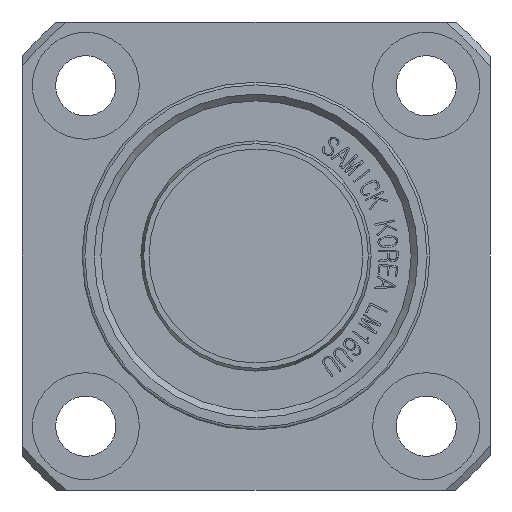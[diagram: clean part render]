
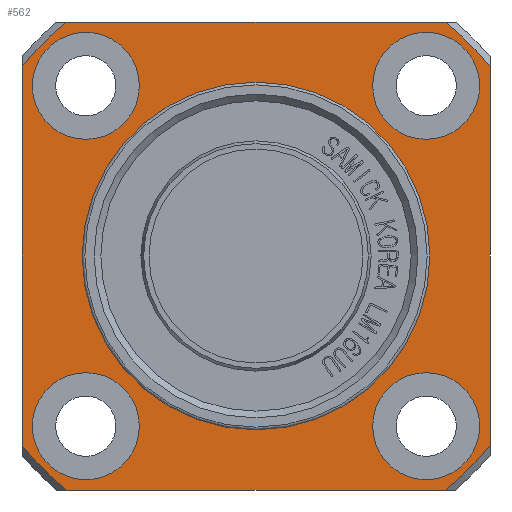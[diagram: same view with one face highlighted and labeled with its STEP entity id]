
A CAD part, front view. The second image highlights one B-rep face of the part: STEP entity #562.
In plain terms, the highlighted planar face has unit normal (0, -1, 0).
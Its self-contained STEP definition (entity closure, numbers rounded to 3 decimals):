
#75=CARTESIAN_POINT('',(17.5,-18.0,-14.142));
#76=VERTEX_POINT('',#75);
#144=CARTESIAN_POINT('',(17.5,-18.0,14.142));
#145=VERTEX_POINT('',#144);
#159=CARTESIAN_POINT('',(17.5,-18.0,-14.142));
#160=DIRECTION('',(0.0,0.0,1.0));
#161=VECTOR('',#160,28.284);
#162=LINE('',#159,#161);
#163=EDGE_CURVE('',#76,#145,#162,.T.);
#175=CARTESIAN_POINT('',(-14.142,-18.0,-17.5));
#176=VERTEX_POINT('',#175);
#244=CARTESIAN_POINT('',(14.142,-18.0,-17.5));
#245=VERTEX_POINT('',#244);
#259=CARTESIAN_POINT('',(-14.142,-18.0,-17.5));
#260=DIRECTION('',(1.0,0.0,0.0));
#261=VECTOR('',#260,28.284);
#262=LINE('',#259,#261);
#263=EDGE_CURVE('',#176,#245,#262,.T.);
#275=CARTESIAN_POINT('',(-17.5,-18.0,14.142));
#276=VERTEX_POINT('',#275);
#344=CARTESIAN_POINT('',(-17.5,-18.0,-14.142));
#345=VERTEX_POINT('',#344);
#359=CARTESIAN_POINT('',(-17.5,-18.0,14.142));
#360=DIRECTION('',(0.0,0.0,-1.0));
#361=VECTOR('',#360,28.284);
#362=LINE('',#359,#361);
#363=EDGE_CURVE('',#276,#345,#362,.T.);
#375=CARTESIAN_POINT('',(14.142,-18.0,17.5));
#376=VERTEX_POINT('',#375);
#444=CARTESIAN_POINT('',(-14.142,-18.0,17.5));
#445=VERTEX_POINT('',#444);
#459=CARTESIAN_POINT('',(14.142,-18.0,17.5));
#460=DIRECTION('',(-1.0,0.0,0.0));
#461=VECTOR('',#460,28.284);
#462=LINE('',#459,#461);
#463=EDGE_CURVE('',#376,#445,#462,.T.);
#468=CARTESIAN_POINT('',(17.75,-18.0,0.0));
#469=DIRECTION('',(0.0,-1.0,0.0));
#470=DIRECTION('',(0.0,0.0,-1.0));
#471=AXIS2_PLACEMENT_3D('',#468,#469,#470);
#472=PLANE('',#471);
#473=ORIENTED_EDGE('',*,*,#163,.T.);
#474=CARTESIAN_POINT('',(0.0,-18.0,0.0));
#475=DIRECTION('',(0.0,-1.0,0.0));
#476=DIRECTION('',(1.0,0.0,0.0));
#477=AXIS2_PLACEMENT_3D('',#474,#475,#476);
#478=CIRCLE('',#477,22.5);
#479=EDGE_CURVE('',#145,#376,#478,.T.);
#480=ORIENTED_EDGE('',*,*,#479,.T.);
#481=ORIENTED_EDGE('',*,*,#463,.T.);
#482=CARTESIAN_POINT('',(0.0,-18.0,0.0));
#483=DIRECTION('',(0.0,-1.0,0.0));
#484=DIRECTION('',(1.0,0.0,0.0));
#485=AXIS2_PLACEMENT_3D('',#482,#483,#484);
#486=CIRCLE('',#485,22.5);
#487=EDGE_CURVE('',#445,#276,#486,.T.);
#488=ORIENTED_EDGE('',*,*,#487,.T.);
#489=ORIENTED_EDGE('',*,*,#363,.T.);
#490=CARTESIAN_POINT('',(0.0,-18.0,0.0));
#491=DIRECTION('',(0.0,-1.0,0.0));
#492=DIRECTION('',(1.0,0.0,0.0));
#493=AXIS2_PLACEMENT_3D('',#490,#491,#492);
#494=CIRCLE('',#493,22.5);
#495=EDGE_CURVE('',#345,#176,#494,.T.);
#496=ORIENTED_EDGE('',*,*,#495,.T.);
#497=ORIENTED_EDGE('',*,*,#263,.T.);
#498=CARTESIAN_POINT('',(0.0,-18.0,0.0));
#499=DIRECTION('',(0.0,-1.0,0.0));
#500=DIRECTION('',(1.0,0.0,0.0));
#501=AXIS2_PLACEMENT_3D('',#498,#499,#500);
#502=CIRCLE('',#501,22.5);
#503=EDGE_CURVE('',#245,#76,#502,.T.);
#504=ORIENTED_EDGE('',*,*,#503,.T.);
#505=EDGE_LOOP('',(#473,#480,#481,#488,#489,#496,#497,#504));
#506=FACE_OUTER_BOUND('',#505,.T.);
#507=CARTESIAN_POINT('',(13.,-18.0,0.0));
#508=VERTEX_POINT('',#507);
#509=CARTESIAN_POINT('',(0.0,-18.0,0.0));
#510=DIRECTION('',(0.0,-1.0,0.0));
#511=DIRECTION('',(1.0,0.0,0.0));
#512=AXIS2_PLACEMENT_3D('',#509,#510,#511);
#513=CIRCLE('',#512,13.);
#514=EDGE_CURVE('',#508,#508,#513,.T.);
#515=ORIENTED_EDGE('',*,*,#514,.F.);
#516=EDGE_LOOP('',(#515));
#517=FACE_BOUND('',#516,.T.);
#518=CARTESIAN_POINT('',(-8.728,-18.0,12.728));
#519=VERTEX_POINT('',#518);
#520=CARTESIAN_POINT('',(-12.728,-18.0,12.728));
#521=DIRECTION('',(0.0,1.0,0.0));
#522=DIRECTION('',(1.0,0.0,0.0));
#523=AXIS2_PLACEMENT_3D('',#520,#521,#522);
#524=CIRCLE('',#523,4.0);
#525=EDGE_CURVE('',#519,#519,#524,.T.);
#526=ORIENTED_EDGE('',*,*,#525,.T.);
#527=EDGE_LOOP('',(#526));
#528=FACE_BOUND('',#527,.T.);
#529=CARTESIAN_POINT('',(16.728,-18.0,12.728));
#530=VERTEX_POINT('',#529);
#531=CARTESIAN_POINT('',(12.728,-18.0,12.728));
#532=DIRECTION('',(0.0,1.0,0.0));
#533=DIRECTION('',(1.0,0.0,0.0));
#534=AXIS2_PLACEMENT_3D('',#531,#532,#533);
#535=CIRCLE('',#534,4.0);
#536=EDGE_CURVE('',#530,#530,#535,.T.);
#537=ORIENTED_EDGE('',*,*,#536,.T.);
#538=EDGE_LOOP('',(#537));
#539=FACE_BOUND('',#538,.T.);
#540=CARTESIAN_POINT('',(16.728,-18.0,-12.728));
#541=VERTEX_POINT('',#540);
#542=CARTESIAN_POINT('',(12.728,-18.0,-12.728));
#543=DIRECTION('',(0.0,1.0,0.0));
#544=DIRECTION('',(1.0,0.0,0.0));
#545=AXIS2_PLACEMENT_3D('',#542,#543,#544);
#546=CIRCLE('',#545,4.0);
#547=EDGE_CURVE('',#541,#541,#546,.T.);
#548=ORIENTED_EDGE('',*,*,#547,.T.);
#549=EDGE_LOOP('',(#548));
#550=FACE_BOUND('',#549,.T.);
#551=CARTESIAN_POINT('',(-8.728,-18.0,-12.728));
#552=VERTEX_POINT('',#551);
#553=CARTESIAN_POINT('',(-12.728,-18.0,-12.728));
#554=DIRECTION('',(0.0,1.0,0.0));
#555=DIRECTION('',(1.0,0.0,0.0));
#556=AXIS2_PLACEMENT_3D('',#553,#554,#555);
#557=CIRCLE('',#556,4.0);
#558=EDGE_CURVE('',#552,#552,#557,.T.);
#559=ORIENTED_EDGE('',*,*,#558,.T.);
#560=EDGE_LOOP('',(#559));
#561=FACE_BOUND('',#560,.T.);
#562=ADVANCED_FACE('',(#506,#517,#528,#539,#550,#561),#472,.T.);
